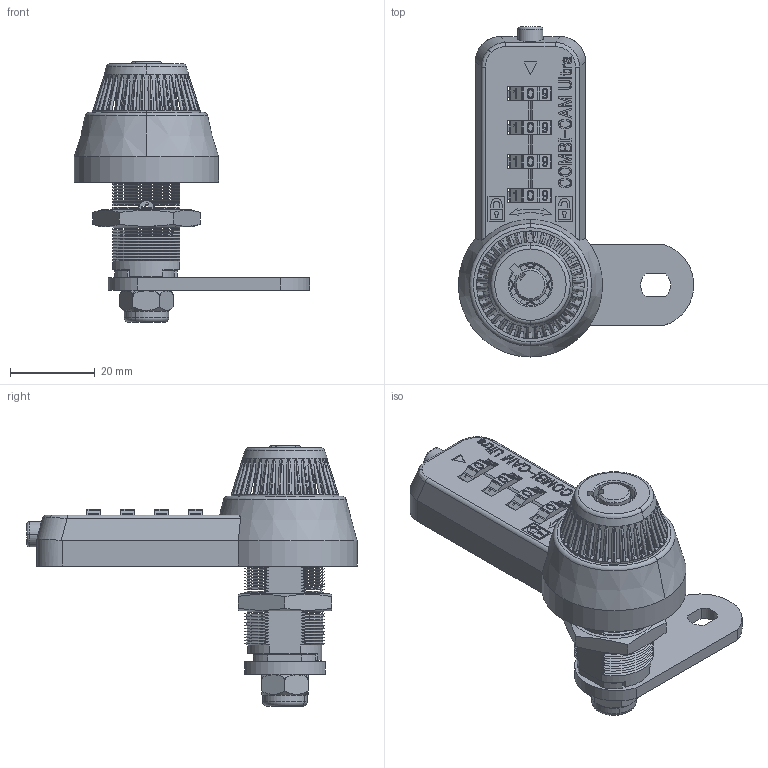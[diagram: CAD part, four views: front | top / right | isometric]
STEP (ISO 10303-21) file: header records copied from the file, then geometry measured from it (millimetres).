
FILE_DESCRIPTION (( 'STEP AP203' ), '1' );
FILE_NAME ('10743303005.STEP', '2019-02-15T06:15:21', ( 'r232' ), ( '' ), 'SwSTEP 2.0', 'SolidWorks 2015', '' );
FILE_SCHEMA (( 'CONFIG_CONTROL_DESIGN' ));
Products named in the file (1): 10743303005
Bounding box: 55.47 x 77.75 x 61.3 mm (x, y, z)
Surface area: 16597.6 mm2 (no closed solid volume)
Topology: 0 solids, 59 shells, 1166 faces, 4589 edges, 3352 vertices
Faces by surface type: plane 516, cylinder 237, cone 205, bspline 174, sphere 18, torus 16
Entity records: 57919 total; most frequent: CARTESIAN_POINT 22203, ORIENTED_EDGE 7293, DIRECTION 6678, EDGE_CURVE 4589, VERTEX_POINT 3352, AXIS2_PLACEMENT_3D 2330, VECTOR 2018, LINE 2018
